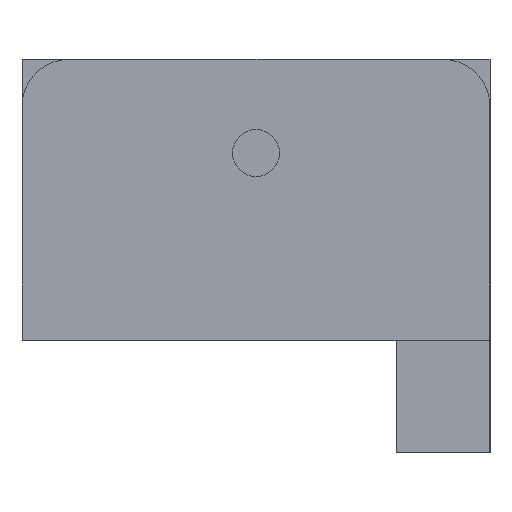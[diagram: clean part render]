
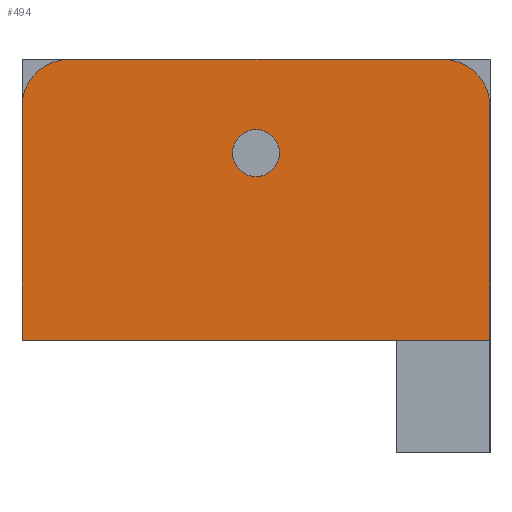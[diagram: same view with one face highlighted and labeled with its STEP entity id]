
A CAD part, left-side view. The second image highlights one B-rep face of the part: STEP entity #494.
In plain terms, the highlighted planar face has unit normal (-1, 0, 0).
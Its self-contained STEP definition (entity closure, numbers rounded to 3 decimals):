
#20=FACE_BOUND('',#176,.T.);
#35=LINE('',#757,#82);
#49=LINE('',#795,#96);
#53=LINE('',#805,#100);
#54=LINE('',#806,#101);
#82=VECTOR('',#612,10.);
#96=VECTOR('',#650,10.);
#100=VECTOR('',#660,10.);
#101=VECTOR('',#661,10.);
#145=FACE_OUTER_BOUND('',#175,.T.);
#175=EDGE_LOOP('',(#390,#391,#392,#393,#394,#395));
#176=EDGE_LOOP('',(#396));
#200=CIRCLE('',#532,5.);
#204=CIRCLE('',#539,5.);
#209=CIRCLE('',#551,2.5);
#220=VERTEX_POINT('',#735);
#221=VERTEX_POINT('',#736);
#229=VERTEX_POINT('',#756);
#230=VERTEX_POINT('',#760);
#241=VERTEX_POINT('',#794);
#243=VERTEX_POINT('',#800);
#244=VERTEX_POINT('',#804);
#266=EDGE_CURVE('',#220,#221,#200,.T.);
#276=EDGE_CURVE('',#221,#229,#35,.T.);
#278=EDGE_CURVE('',#229,#230,#204,.T.);
#295=EDGE_CURVE('',#241,#230,#49,.T.);
#299=EDGE_CURVE('',#243,#243,#209,.T.);
#300=EDGE_CURVE('',#244,#220,#53,.T.);
#301=EDGE_CURVE('',#244,#241,#54,.T.);
#390=ORIENTED_EDGE('',*,*,#266,.F.);
#391=ORIENTED_EDGE('',*,*,#300,.F.);
#392=ORIENTED_EDGE('',*,*,#301,.T.);
#393=ORIENTED_EDGE('',*,*,#295,.T.);
#394=ORIENTED_EDGE('',*,*,#278,.F.);
#395=ORIENTED_EDGE('',*,*,#276,.F.);
#396=ORIENTED_EDGE('',*,*,#299,.T.);
#469=PLANE('',#552);
#494=ADVANCED_FACE('',(#145,#20),#469,.T.);
#532=AXIS2_PLACEMENT_3D('',#737,#594,#595);
#539=AXIS2_PLACEMENT_3D('',#761,#616,#617);
#551=AXIS2_PLACEMENT_3D('',#802,#656,#657);
#552=AXIS2_PLACEMENT_3D('',#803,#658,#659);
#594=DIRECTION('center_axis',(1.,0.,0.));
#595=DIRECTION('ref_axis',(0.,0.707,0.707));
#612=DIRECTION('',(0.,-1.,0.));
#616=DIRECTION('center_axis',(1.,0.,0.));
#617=DIRECTION('ref_axis',(0.,-0.707,0.707));
#650=DIRECTION('',(0.,0.,1.));
#656=DIRECTION('center_axis',(1.,0.,0.));
#657=DIRECTION('ref_axis',(0.,1.,0.));
#658=DIRECTION('center_axis',(-1.,0.,0.));
#659=DIRECTION('ref_axis',(0.,-1.,0.));
#660=DIRECTION('',(0.,0.,1.));
#661=DIRECTION('',(0.,-1.,0.));
#735=CARTESIAN_POINT('',(-75.,25.,25.));
#736=CARTESIAN_POINT('',(-75.,20.,30.));
#737=CARTESIAN_POINT('Origin',(-75.,20.,25.));
#756=CARTESIAN_POINT('',(-75.,-20.,30.));
#757=CARTESIAN_POINT('',(-75.,25.,30.));
#760=CARTESIAN_POINT('',(-75.,-25.,25.));
#761=CARTESIAN_POINT('Origin',(-75.,-20.,25.));
#794=CARTESIAN_POINT('',(-75.,-25.,0.));
#795=CARTESIAN_POINT('',(-75.,-25.,0.));
#800=CARTESIAN_POINT('',(-75.,-2.5,20.));
#802=CARTESIAN_POINT('Origin',(-75.,0.,20.));
#803=CARTESIAN_POINT('Origin',(-75.,25.,0.));
#804=CARTESIAN_POINT('',(-75.,25.,0.));
#805=CARTESIAN_POINT('',(-75.,25.,0.));
#806=CARTESIAN_POINT('',(-75.,25.,0.));
